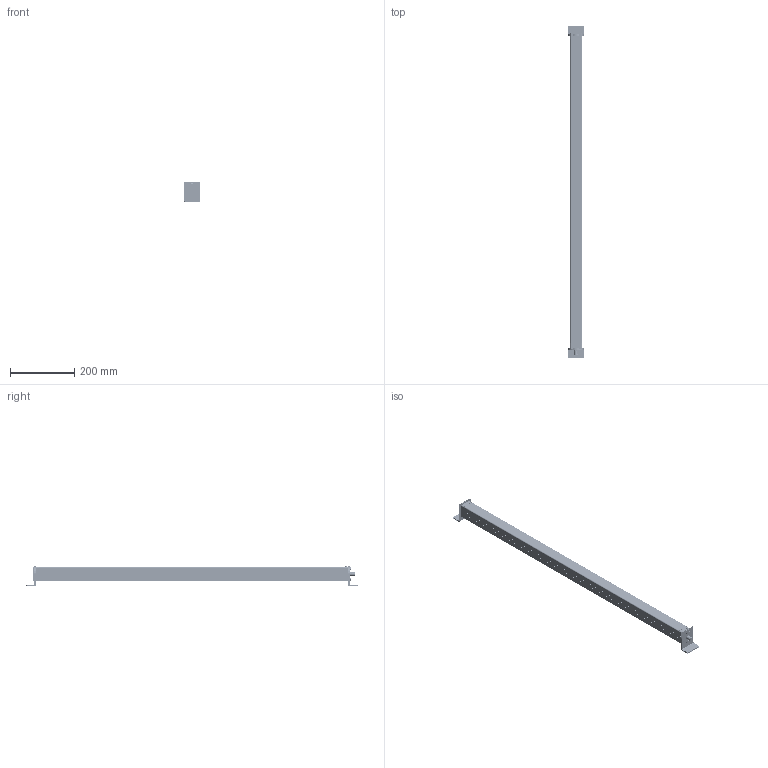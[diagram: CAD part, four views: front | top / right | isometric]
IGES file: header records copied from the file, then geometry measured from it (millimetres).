
Start section:  PTC IGES file: 139538.igs
Global section: file name: 139538.igs; native system: Creo Parametric by Parametric Technology Corporation; preprocessor: 2013230; author: pdmadmin; organization: Unknown; date: 20151202.091446; units: millimetre
Bounding box: 52 x 1029.96 x 64.26 mm (x, y, z)
Volume: 650566.2 mm3; surface area: 2121234.3 mm2
Topology: 79 solids, 89 shells, 10493 faces, 55909 edges, 71898 vertices
Faces by surface type: bspline 6778, revolution 3715
